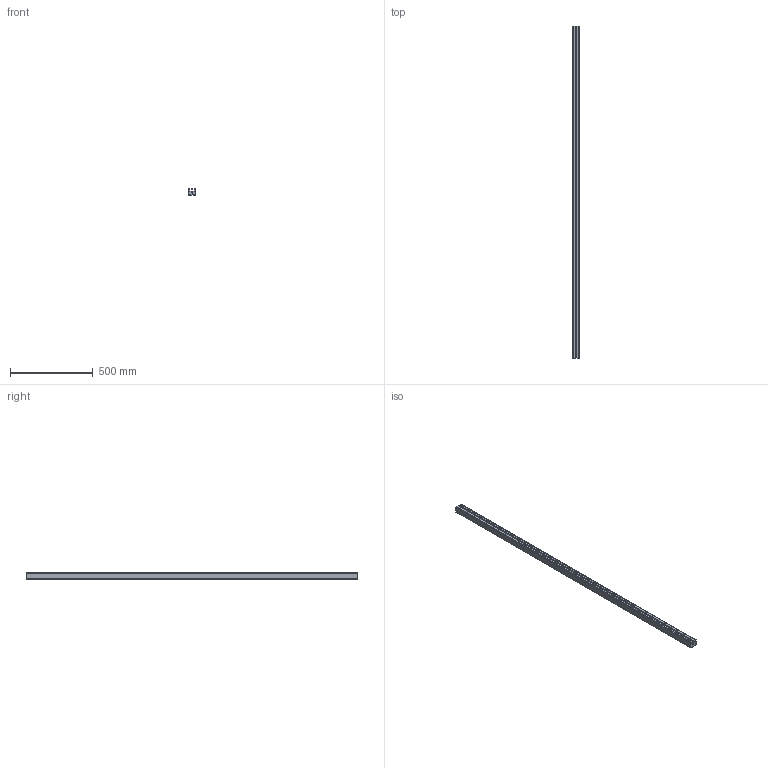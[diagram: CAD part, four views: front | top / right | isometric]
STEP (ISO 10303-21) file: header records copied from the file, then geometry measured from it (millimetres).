
FILE_DESCRIPTION(('STEP AP214'),'1');
FILE_NAME('cctmp_40BD4945-AE18-449F-B179-21EE47F1B47A_2023_6_20_10_50_46_379..stp','2023-06-20T08:50:46',('Murtfeldt Kunststoffe GmbH & Co.KG'),('CADClick - www.CADClick.com'),'Spatial InterOp 3D',' ','unknown authorization');
FILE_SCHEMA(('AUTOMOTIVE_DESIGN'));
Length unit declared in the file: millimetre
Products named in the file (4): 231120010
Assembly tree (3 placements, depth 2):
  (unnamed)
    231120010
    231120010
    231120010
Bounding box: 45 x 2000 x 40 mm (x, y, z)
Volume: 2784265.5 mm3; surface area: 1058363.5 mm2
Topology: 3 solids, 3 shells, 54 faces, 144 edges, 96 vertices
Faces by surface type: plane 46, cylinder 8
Entity records: 2205 total; most frequent: CARTESIAN_POINT 298, ORIENTED_EDGE 288, DIRECTION 276, EDGE_CURVE 144, LINE 128, VECTOR 128, VERTEX_POINT 96, AXIS2_PLACEMENT_3D 74
